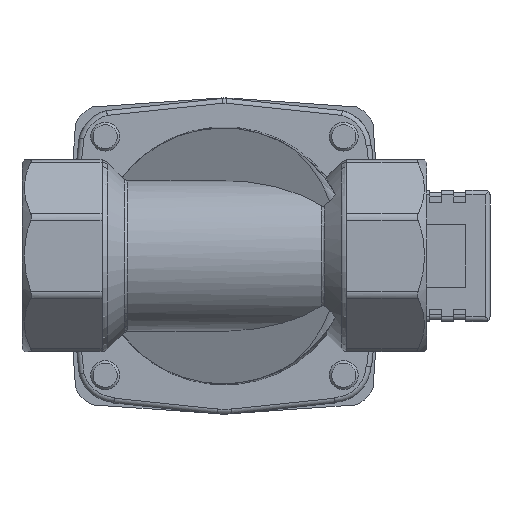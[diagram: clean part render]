
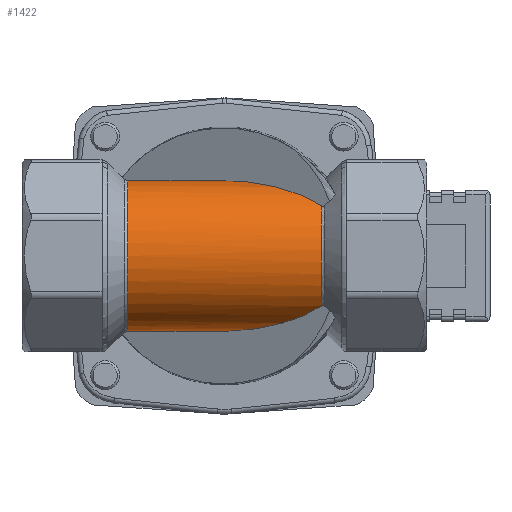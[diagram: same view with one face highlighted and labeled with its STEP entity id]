
A CAD part, front view. The second image highlights one B-rep face of the part: STEP entity #1422.
In plain terms, the highlighted cylindrical face has radius 15.6 mm (diameter 31.2 mm), a partial arc.
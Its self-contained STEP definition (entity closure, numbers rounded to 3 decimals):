
#1285=CARTESIAN_POINT('',(20.086,-11.597,-10.435));
#1286=VERTEX_POINT('',#1285);
#1300=CARTESIAN_POINT('',(-20.086,11.597,-10.435));
#1301=VERTEX_POINT('',#1300);
#1302=CARTESIAN_POINT('',(0.,0.0,0.0));
#1303=DIRECTION('',(-0.5,-0.866,0.0));
#1304=DIRECTION('',(-0.866,0.5,0.0));
#1305=AXIS2_PLACEMENT_3D('',#1302,#1303,#1304);
#1306=ELLIPSE('',#1305,31.2,15.6);
#1307=EDGE_CURVE('',#1286,#1301,#1306,.F.);
#1364=CARTESIAN_POINT('',(-20.086,11.597,10.435));
#1365=VERTEX_POINT('',#1364);
#1387=CARTESIAN_POINT('',(-20.086,0.0,0.0));
#1388=DIRECTION('',(-1.0,0.0,0.0));
#1389=DIRECTION('',(0.0,0.0,1.0));
#1390=AXIS2_PLACEMENT_3D('',#1387,#1388,#1389);
#1391=CIRCLE('',#1390,15.6);
#1392=EDGE_CURVE('',#1301,#1365,#1391,.T.);
#1397=CARTESIAN_POINT('',(-25.7,0.0,0.0));
#1398=DIRECTION('',(1.0,0.0,0.0));
#1399=DIRECTION('',(0.0,0.0,1.0));
#1400=AXIS2_PLACEMENT_3D('',#1397,#1398,#1399);
#1401=CYLINDRICAL_SURFACE('',#1400,15.6);
#1402=CARTESIAN_POINT('',(20.086,-11.597,10.435));
#1403=VERTEX_POINT('',#1402);
#1404=CARTESIAN_POINT('',(0.,0.0,0.0));
#1405=DIRECTION('',(-0.5,-0.866,0.0));
#1406=DIRECTION('',(-0.866,0.5,0.0));
#1407=AXIS2_PLACEMENT_3D('',#1404,#1405,#1406);
#1408=ELLIPSE('',#1407,31.2,15.6);
#1409=EDGE_CURVE('',#1365,#1403,#1408,.F.);
#1410=ORIENTED_EDGE('',*,*,#1409,.F.);
#1411=ORIENTED_EDGE('',*,*,#1392,.F.);
#1412=ORIENTED_EDGE('',*,*,#1307,.F.);
#1413=CARTESIAN_POINT('',(20.086,0.0,0.0));
#1414=DIRECTION('',(-1.0,0.0,0.0));
#1415=DIRECTION('',(0.0,0.0,1.0));
#1416=AXIS2_PLACEMENT_3D('',#1413,#1414,#1415);
#1417=CIRCLE('',#1416,15.6);
#1418=EDGE_CURVE('',#1286,#1403,#1417,.T.);
#1419=ORIENTED_EDGE('',*,*,#1418,.T.);
#1420=EDGE_LOOP('',(#1410,#1411,#1412,#1419));
#1421=FACE_OUTER_BOUND('',#1420,.T.);
#1422=ADVANCED_FACE('',(#1421),#1401,.T.);
